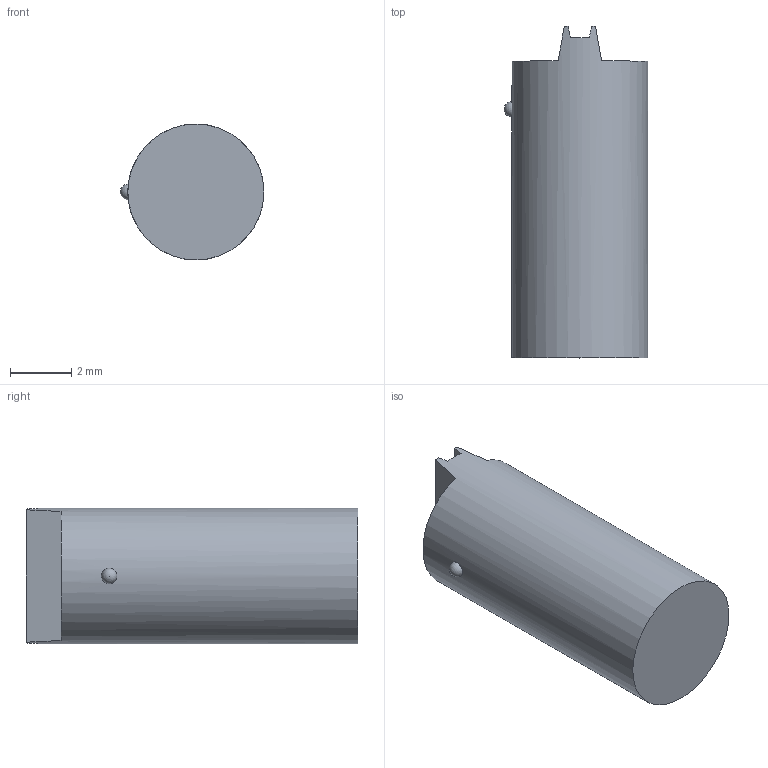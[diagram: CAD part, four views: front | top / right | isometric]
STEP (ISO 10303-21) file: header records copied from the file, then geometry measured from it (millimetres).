
FILE_DESCRIPTION(/* description */ (''),/* implementation_level */ '2;1');
FILE_NAME(/* name */ '_M20L1M20L13-contact.ipt.step',/* time_stamp */ '2015-01-02T19:21:38-08:00',/* author */ ('Philip'),/* organization */ (''),/* preprocessor_version */ 'ST-DEVELOPER v15.6',/* originating_system */ 'Autodesk Inventor 2015',/* authorisation */ '');
FILE_SCHEMA (('AUTOMOTIVE_DESIGN { 1 0 10303 214 3 1 1 }'));
Length unit declared in the file: inch
Products named in the file (1): _M20L1M20L13-contact
Bounding box: 4.7 x 10.85 x 4.45 mm (x, y, z)
Volume: 155.5 mm3; surface area: 180 mm2
Topology: 1 solids, 1 shells, 12 faces, 31 edges, 21 vertices
Faces by surface type: plane 10, cylinder 1, sphere 1
Full cylindrical faces by diameter (mm): 4.445 x1
Entity records: 415 total; most frequent: CARTESIAN_POINT 98, DIRECTION 68, ORIENTED_EDGE 52, AXIS2_PLACEMENT_3D 30, EDGE_CURVE 26, VERTEX_POINT 18, EDGE_LOOP 14, FACE_OUTER_BOUND 12
